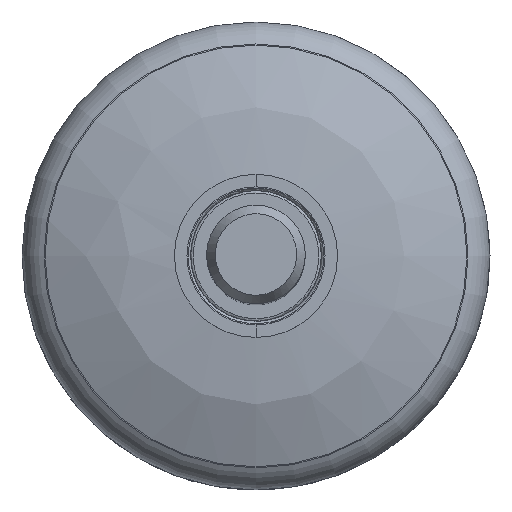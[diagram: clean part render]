
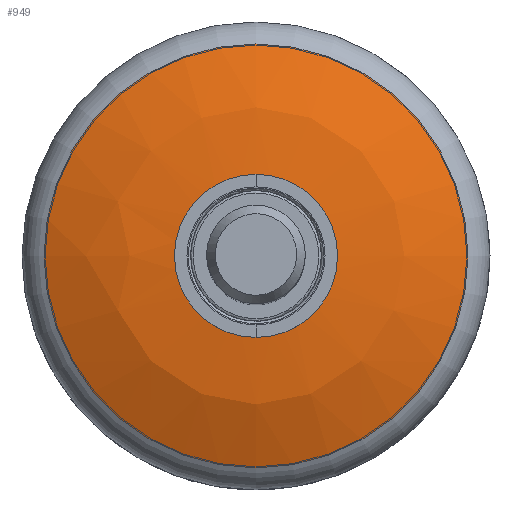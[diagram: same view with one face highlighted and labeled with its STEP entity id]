
A CAD part, top view. The second image highlights one B-rep face of the part: STEP entity #949.
In plain terms, the highlighted free-form (B-spline) face has degree [2, 2] with [3, 9] control points.
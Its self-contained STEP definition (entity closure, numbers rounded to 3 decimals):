
#110=FACE_OUTER_BOUND('',#174,.T.);
#174=EDGE_LOOP('',(#673,#674,#675,#676,#677,#678));
#247=CIRCLE('',#1108,16.549);
#259=CIRCLE('',#1122,16.549);
#260=CIRCLE('',#1123,60.);
#261=CIRCLE('',#1124,43.028);
#262=CIRCLE('',#1125,16.549);
#420=VERTEX_POINT('',#1664);
#422=VERTEX_POINT('',#1667);
#434=VERTEX_POINT('',#1741);
#435=VERTEX_POINT('',#1743);
#515=EDGE_CURVE('',#422,#420,#247,.T.);
#530=EDGE_CURVE('',#420,#434,#259,.T.);
#531=EDGE_CURVE('',#434,#435,#260,.T.);
#532=EDGE_CURVE('',#435,#435,#261,.T.);
#533=EDGE_CURVE('',#434,#422,#262,.T.);
#673=ORIENTED_EDGE('',*,*,#530,.T.);
#674=ORIENTED_EDGE('',*,*,#531,.T.);
#675=ORIENTED_EDGE('',*,*,#532,.F.);
#676=ORIENTED_EDGE('',*,*,#531,.F.);
#677=ORIENTED_EDGE('',*,*,#533,.T.);
#678=ORIENTED_EDGE('',*,*,#515,.T.);
#939=(
BOUNDED_SURFACE()
B_SPLINE_SURFACE(2,2,((#1714,#1715,#1716,#1717,#1718,#1719,#1720,#1721,
#1722),(#1723,#1724,#1725,#1726,#1727,#1728,#1729,#1730,#1731),(#1732,#1733,
#1734,#1735,#1736,#1737,#1738,#1739,#1740)),.UNSPECIFIED.,.F.,.T.,.F.)
B_SPLINE_SURFACE_WITH_KNOTS((3,3),(3,2,2,2,3),(1.114,1.571),
(-3.142,-1.571,0.,1.571,3.142),
 .UNSPECIFIED.)
GEOMETRIC_REPRESENTATION_ITEM()
RATIONAL_B_SPLINE_SURFACE(((1.,0.707,1.,0.707,1.,
0.707,1.,0.707,1.),(0.974,0.689,
0.974,0.689,0.974,0.689,
0.974,0.689,0.974),(1.,0.707,
1.,0.707,1.,0.707,1.,0.707,1.)))
REPRESENTATION_ITEM('')
SURFACE()
);
#949=ADVANCED_FACE('',(#110),#939,.F.);
#1108=AXIS2_PLACEMENT_3D('',#1668,#1279,#1280);
#1122=AXIS2_PLACEMENT_3D('',#1742,#1310,#1311);
#1123=AXIS2_PLACEMENT_3D('',#1744,#1312,#1313);
#1124=AXIS2_PLACEMENT_3D('',#1745,#1314,#1315);
#1125=AXIS2_PLACEMENT_3D('',#1746,#1316,#1317);
#1279=DIRECTION('center_axis',(0.,0.,-1.));
#1280=DIRECTION('ref_axis',(0.,-1.,0.));
#1310=DIRECTION('center_axis',(0.,0.,-1.));
#1311=DIRECTION('ref_axis',(0.,-1.,0.));
#1312=DIRECTION('center_axis',(0.,-1.,0.));
#1313=DIRECTION('ref_axis',(-1.,0.,0.));
#1314=DIRECTION('center_axis',(0.,0.,
-1.));
#1315=DIRECTION('ref_axis',(0.,1.,0.));
#1316=DIRECTION('center_axis',(0.,0.,-1.));
#1317=DIRECTION('ref_axis',(0.,-1.,0.));
#1664=CARTESIAN_POINT('',(0.,571.44,34.674));
#1667=CARTESIAN_POINT('',(0.,604.538,34.674));
#1668=CARTESIAN_POINT('Origin',(0.,587.989,
34.674));
#1714=CARTESIAN_POINT('Ctrl Pts',(-43.028,587.989,28.516));
#1715=CARTESIAN_POINT('Ctrl Pts',(-43.028,544.961,28.516));
#1716=CARTESIAN_POINT('Ctrl Pts',(0.,544.961,
28.516));
#1717=CARTESIAN_POINT('Ctrl Pts',(43.028,544.961,28.516));
#1718=CARTESIAN_POINT('Ctrl Pts',(43.028,587.989,28.516));
#1719=CARTESIAN_POINT('Ctrl Pts',(43.028,631.016,28.516));
#1720=CARTESIAN_POINT('Ctrl Pts',(0.,631.016,
28.516));
#1721=CARTESIAN_POINT('Ctrl Pts',(-43.028,631.016,28.516));
#1722=CARTESIAN_POINT('Ctrl Pts',(-43.028,587.989,28.516));
#1723=CARTESIAN_POINT('Ctrl Pts',(-30.505,587.989,34.675));
#1724=CARTESIAN_POINT('Ctrl Pts',(-30.505,557.484,34.675));
#1725=CARTESIAN_POINT('Ctrl Pts',(0.,557.484,
34.675));
#1726=CARTESIAN_POINT('Ctrl Pts',(30.505,557.484,34.675));
#1727=CARTESIAN_POINT('Ctrl Pts',(30.505,587.989,34.675));
#1728=CARTESIAN_POINT('Ctrl Pts',(30.505,618.493,34.675));
#1729=CARTESIAN_POINT('Ctrl Pts',(0.,618.493,
34.675));
#1730=CARTESIAN_POINT('Ctrl Pts',(-30.505,618.493,34.675));
#1731=CARTESIAN_POINT('Ctrl Pts',(-30.505,587.989,34.675));
#1732=CARTESIAN_POINT('Ctrl Pts',(-16.549,587.989,34.674));
#1733=CARTESIAN_POINT('Ctrl Pts',(-16.549,571.44,34.674));
#1734=CARTESIAN_POINT('Ctrl Pts',(0.,571.44,
34.674));
#1735=CARTESIAN_POINT('Ctrl Pts',(16.549,571.44,34.674));
#1736=CARTESIAN_POINT('Ctrl Pts',(16.549,587.989,34.674));
#1737=CARTESIAN_POINT('Ctrl Pts',(16.549,604.538,34.674));
#1738=CARTESIAN_POINT('Ctrl Pts',(0.,604.538,
34.674));
#1739=CARTESIAN_POINT('Ctrl Pts',(-16.549,604.538,34.674));
#1740=CARTESIAN_POINT('Ctrl Pts',(-16.549,587.989,34.674));
#1741=CARTESIAN_POINT('',(-16.549,587.989,34.674));
#1742=CARTESIAN_POINT('Origin',(0.,587.989,
34.674));
#1743=CARTESIAN_POINT('',(-43.028,587.989,28.516));
#1744=CARTESIAN_POINT('Origin',(-16.55,587.989,-25.326));
#1745=CARTESIAN_POINT('Origin',(0.,587.989,
28.516));
#1746=CARTESIAN_POINT('Origin',(0.,587.989,
34.674));
